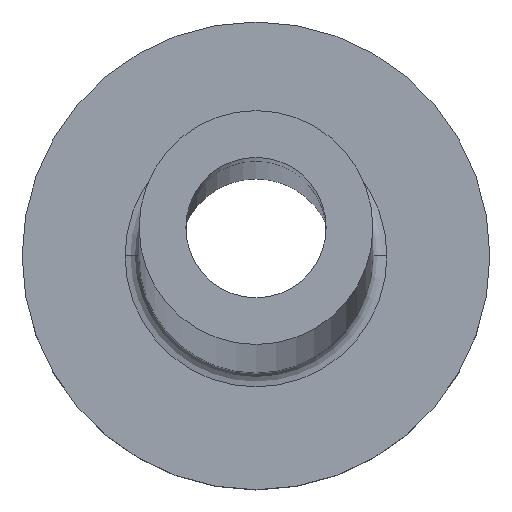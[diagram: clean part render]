
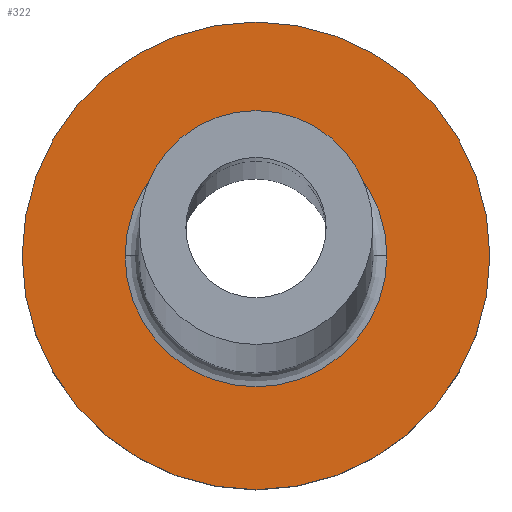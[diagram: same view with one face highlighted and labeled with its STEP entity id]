
A CAD part, top view. The second image highlights one B-rep face of the part: STEP entity #322.
In plain terms, the highlighted planar face has unit normal (0, 0, 1).
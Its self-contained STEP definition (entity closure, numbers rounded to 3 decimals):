
#8 = DIRECTION ( 'NONE',  ( 0., 0., 1. ) ) ;
#10 = DIRECTION ( 'NONE',  ( 0., 0., 1. ) ) ;
#12 = DIRECTION ( 'NONE',  ( 1., 0., 0. ) ) ;
#18 = CARTESIAN_POINT ( 'NONE',  ( -5., 0., 3. ) ) ;
#19 = VERTEX_POINT ( 'NONE', #126 ) ;
#55 = PLANE ( 'NONE',  #61 ) ;
#60 = ORIENTED_EDGE ( 'NONE', *, *, #125, .T. ) ;
#61 = AXIS2_PLACEMENT_3D ( 'NONE', #117, #405, #446 ) ;
#67 = EDGE_CURVE ( 'NONE', #157, #191, #306, .T. ) ;
#68 = DIRECTION ( 'NONE',  ( 0., 0., -1. ) ) ;
#73 = DIRECTION ( 'NONE',  ( 1., 0., 0. ) ) ;
#80 = CARTESIAN_POINT ( 'NONE',  ( -2.8, 0., 3. ) ) ;
#104 = DIRECTION ( 'NONE',  ( 1., 0., 0. ) ) ;
#107 = AXIS2_PLACEMENT_3D ( 'NONE', #181, #68, #104 ) ;
#114 = EDGE_LOOP ( 'NONE', ( #220, #60 ) ) ;
#117 = CARTESIAN_POINT ( 'NONE',  ( 0., 0., 3. ) ) ;
#125 = EDGE_CURVE ( 'NONE', #205, #19, #364, .T. ) ;
#126 = CARTESIAN_POINT ( 'NONE',  ( 2.8, 0., 3. ) ) ;
#128 = FACE_OUTER_BOUND ( 'NONE', #207, .T. ) ;
#146 = DIRECTION ( 'NONE',  ( 0., 0., -1. ) ) ;
#157 = VERTEX_POINT ( 'NONE', #185 ) ;
#164 = EDGE_CURVE ( 'NONE', #19, #205, #188, .T. ) ;
#181 = CARTESIAN_POINT ( 'NONE',  ( 0., 0., 3. ) ) ;
#185 = CARTESIAN_POINT ( 'NONE',  ( 5., 0., 3. ) ) ;
#188 = CIRCLE ( 'NONE', #384, 2.8 ) ;
#191 = VERTEX_POINT ( 'NONE', #18 ) ;
#205 = VERTEX_POINT ( 'NONE', #80 ) ;
#207 = EDGE_LOOP ( 'NONE', ( #447, #223 ) ) ;
#220 = ORIENTED_EDGE ( 'NONE', *, *, #164, .T. ) ;
#223 = ORIENTED_EDGE ( 'NONE', *, *, #67, .T. ) ;
#229 = CARTESIAN_POINT ( 'NONE',  ( 0., 0., 3. ) ) ;
#232 = EDGE_CURVE ( 'NONE', #191, #157, #377, .T. ) ;
#242 = DIRECTION ( 'NONE',  ( 1., 0., 0. ) ) ;
#256 = FACE_BOUND ( 'NONE', #114, .T. ) ;
#306 = CIRCLE ( 'NONE', #406, 5. ) ;
#322 = ADVANCED_FACE ( 'NONE', ( #256, #128 ), #55, .T. ) ;
#364 = CIRCLE ( 'NONE', #107, 2.8 ) ;
#377 = CIRCLE ( 'NONE', #430, 5. ) ;
#384 = AXIS2_PLACEMENT_3D ( 'NONE', #229, #146, #12 ) ;
#393 = CARTESIAN_POINT ( 'NONE',  ( 0., 0., 3. ) ) ;
#405 = DIRECTION ( 'NONE',  ( 0., 0., 1. ) ) ;
#406 = AXIS2_PLACEMENT_3D ( 'NONE', #425, #8, #242 ) ;
#425 = CARTESIAN_POINT ( 'NONE',  ( 0., 0., 3. ) ) ;
#430 = AXIS2_PLACEMENT_3D ( 'NONE', #393, #10, #73 ) ;
#446 = DIRECTION ( 'NONE',  ( 1., 0., 0. ) ) ;
#447 = ORIENTED_EDGE ( 'NONE', *, *, #232, .T. ) ;
